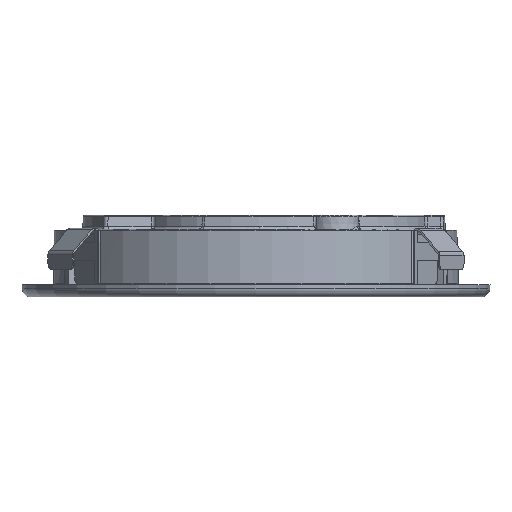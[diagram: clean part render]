
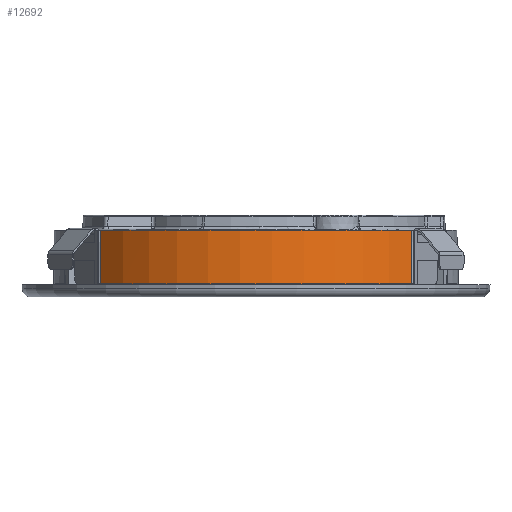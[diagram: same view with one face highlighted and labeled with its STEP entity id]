
A CAD part, front view. The second image highlights one B-rep face of the part: STEP entity #12692.
In plain terms, the highlighted conical face has half-angle 0.5 degrees and reference radius 33.2 mm.
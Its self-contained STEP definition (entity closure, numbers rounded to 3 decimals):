
#736 = CARTESIAN_POINT ( 'NONE',  ( -18.287, -15.248, -1.585 ) ) ;
#1505 = FACE_OUTER_BOUND ( 'NONE', #3673, .T. ) ;
#2391 = CARTESIAN_POINT ( 'NONE',  ( -69.572, -15.265, -3.052 ) ) ;
#2611 = CIRCLE ( 'NONE', #12353, 33.2 ) ;
#3030 = B_SPLINE_CURVE_WITH_KNOTS ( 'NONE', 3,
 ( #5671, #12010, #4516, #4601, #736, #9468, #13325, #3202 ),
 .UNSPECIFIED., .F., .F.,
 ( 4, 2, 2, 4 ),
 ( 0., 0.045, 0.227, 1. ),
 .UNSPECIFIED. ) ;
#3202 = CARTESIAN_POINT ( 'NONE',  ( -18.302, -15.166, 5.75 ) ) ;
#3673 = EDGE_LOOP ( 'NONE', ( #6396, #5066, #15404, #7853 ) ) ;
#4037 = CARTESIAN_POINT ( 'NONE',  ( -69.554, -15.166, 5.75 ) ) ;
#4516 = CARTESIAN_POINT ( 'NONE',  ( -18.284, -15.262, -2.785 ) ) ;
#4601 = CARTESIAN_POINT ( 'NONE',  ( -18.286, -15.254, -2.118 ) ) ;
#5028 = CARTESIAN_POINT ( 'NONE',  ( -18.302, -15.166, 5.75 ) ) ;
#5066 = ORIENTED_EDGE ( 'NONE', *, *, #7656, .T. ) ;
#5269 = B_SPLINE_CURVE_WITH_KNOTS ( 'NONE', 3,
 ( #10951, #11185, #12815, #16204, #12513, #6251, #12902, #2391 ),
 .UNSPECIFIED., .F., .F.,
 ( 4, 2, 2, 4 ),
 ( 0., 0.045, 0.227, 1. ),
 .UNSPECIFIED. ) ;
#5349 = VERTEX_POINT ( 'NONE', #4037 ) ;
#5550 = EDGE_CURVE ( 'NONE', #5349, #7198, #2611, .T. ) ;
#5671 = CARTESIAN_POINT ( 'NONE',  ( -18.284, -15.265, -3.052 ) ) ;
#5834 = VERTEX_POINT ( 'NONE', #9437 ) ;
#6251 = CARTESIAN_POINT ( 'NONE',  ( -69.563, -15.214, 1.483 ) ) ;
#6396 = ORIENTED_EDGE ( 'NONE', *, *, #10803, .T. ) ;
#7198 = VERTEX_POINT ( 'NONE', #5028 ) ;
#7339 = CONICAL_SURFACE ( 'NONE', #13638, 33.2, 0.009 ) ;
#7656 = EDGE_CURVE ( 'NONE', #5834, #7198, #3030, .T. ) ;
#7853 = ORIENTED_EDGE ( 'NONE', *, *, #13133, .T. ) ;
#7934 = DIRECTION ( 'NONE',  ( 0., 0., -1. ) ) ;
#9340 = CARTESIAN_POINT ( 'NONE',  ( -43.928, 5.942, 5.75 ) ) ;
#9424 = DIRECTION ( 'NONE',  ( -1., 0., 0. ) ) ;
#9437 = CARTESIAN_POINT ( 'NONE',  ( -18.284, -15.265, -3.052 ) ) ;
#9468 = CARTESIAN_POINT ( 'NONE',  ( -18.293, -15.217, 1.215 ) ) ;
#9797 = CARTESIAN_POINT ( 'NONE',  ( -43.928, 5.942, 5.75 ) ) ;
#10042 = CARTESIAN_POINT ( 'NONE',  ( -43.928, 5.942, -3.052 ) ) ;
#10803 = EDGE_CURVE ( 'NONE', #14175, #5834, #12261, .T. ) ;
#10951 = CARTESIAN_POINT ( 'NONE',  ( -69.554, -15.166, 5.75 ) ) ;
#11185 = CARTESIAN_POINT ( 'NONE',  ( -69.554, -15.167, 5.617 ) ) ;
#12010 = CARTESIAN_POINT ( 'NONE',  ( -18.284, -15.263, -2.918 ) ) ;
#12261 = CIRCLE ( 'NONE', #12817, 33.277 ) ;
#12353 = AXIS2_PLACEMENT_3D ( 'NONE', #9797, #14808, #14722 ) ;
#12513 = CARTESIAN_POINT ( 'NONE',  ( -69.557, -15.182, 4.283 ) ) ;
#12604 = DIRECTION ( 'NONE',  ( 1., 0., 0. ) ) ;
#12692 = ADVANCED_FACE ( 'NONE', ( #1505 ), #7339, .T. ) ;
#12815 = CARTESIAN_POINT ( 'NONE',  ( -69.555, -15.169, 5.483 ) ) ;
#12817 = AXIS2_PLACEMENT_3D ( 'NONE', #10042, #15054, #12604 ) ;
#12902 = CARTESIAN_POINT ( 'NONE',  ( -69.567, -15.239, -0.784 ) ) ;
#13030 = CARTESIAN_POINT ( 'NONE',  ( -69.572, -15.265, -3.052 ) ) ;
#13133 = EDGE_CURVE ( 'NONE', #5349, #14175, #5269, .T. ) ;
#13325 = CARTESIAN_POINT ( 'NONE',  ( -18.297, -15.191, 3.483 ) ) ;
#13638 = AXIS2_PLACEMENT_3D ( 'NONE', #9340, #7934, #9424 ) ;
#14175 = VERTEX_POINT ( 'NONE', #13030 ) ;
#14722 = DIRECTION ( 'NONE',  ( 1., 0., 0. ) ) ;
#14808 = DIRECTION ( 'NONE',  ( 0., 0., 1. ) ) ;
#15054 = DIRECTION ( 'NONE',  ( 0., 0., 1. ) ) ;
#15404 = ORIENTED_EDGE ( 'NONE', *, *, #5550, .F. ) ;
#16204 = CARTESIAN_POINT ( 'NONE',  ( -69.556, -15.176, 4.817 ) ) ;
